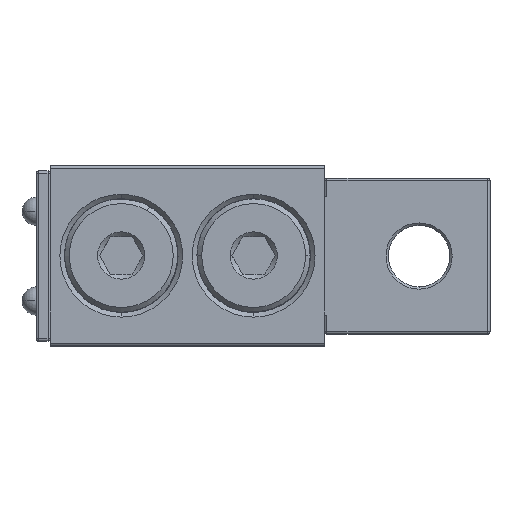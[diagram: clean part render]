
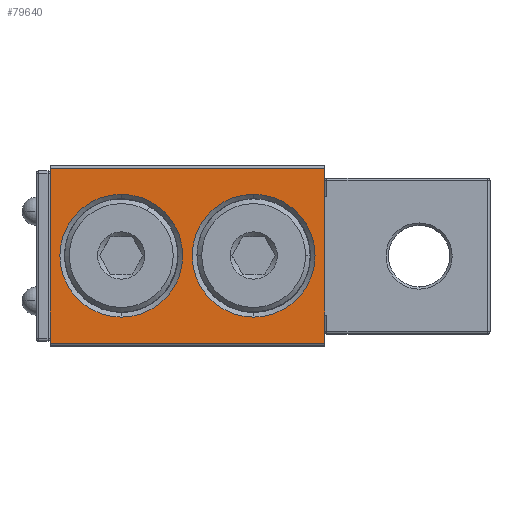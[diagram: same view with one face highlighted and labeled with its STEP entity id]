
A CAD part, top view. The second image highlights one B-rep face of the part: STEP entity #79640.
In plain terms, the highlighted planar face has unit normal (0, 0, 1).
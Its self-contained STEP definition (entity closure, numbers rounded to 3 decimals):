
#18580=CARTESIAN_POINT('',(-14.,-13.,35.));
#18590=VERTEX_POINT('',#18580);
#19680=CARTESIAN_POINT('',(-14.,13.,35.));
#19690=VERTEX_POINT('',#19680);
#19720=CARTESIAN_POINT('',(-14.,0.,35.));
#19730=DIRECTION('',(-0.,0.,-1.));
#19740=DIRECTION('',(0.,-1.,0.));
#19750=AXIS2_PLACEMENT_3D('',#19720,#19730,#19740);
#19760=CIRCLE('',#19750,13.);
#19770=EDGE_CURVE('',#19690,#18590,#19760,.T.);
#63070=CARTESIAN_POINT('',(-29.,18.5,35.));
#63080=VERTEX_POINT('',#63070);
#63110=CARTESIAN_POINT('',(-29.,18.5,35.));
#63120=DIRECTION('',(0.,-1.,0.));
#63130=VECTOR('',#63120,1.);
#63140=LINE('',#63110,#63130);
#63150=CARTESIAN_POINT('',(-29.,-18.5,35.));
#63160=VERTEX_POINT('',#63150);
#63170=EDGE_CURVE('',#63080,#63160,#63140,.T.);
#79010=CARTESIAN_POINT('',(29.,-18.5,35.));
#79020=DIRECTION('',(-1.,0.,0.));
#79030=VECTOR('',#79020,1.);
#79040=LINE('',#79010,#79030);
#79050=CARTESIAN_POINT('',(29.,-18.5,35.));
#79060=VERTEX_POINT('',#79050);
#79070=EDGE_CURVE('',#79060,#63160,#79040,.T.);
#79210=CARTESIAN_POINT('',(-41.,0.,35.));
#79220=DIRECTION('',(0.,0.,1.));
#79230=DIRECTION('',(1.,0.,0.));
#79240=AXIS2_PLACEMENT_3D('',#79210,#79220,#79230);
#79250=PLANE('',#79240);
#79260=CARTESIAN_POINT('',(-29.,18.5,35.));
#79270=DIRECTION('',(1.,0.,0.));
#79280=VECTOR('',#79270,1.);
#79290=LINE('',#79260,#79280);
#79300=CARTESIAN_POINT('',(29.,18.5,35.));
#79310=VERTEX_POINT('',#79300);
#79320=EDGE_CURVE('',#63080,#79310,#79290,.T.);
#79330=ORIENTED_EDGE('',*,*,#79320,.F.);
#79340=CARTESIAN_POINT('',(29.,18.5,35.));
#79350=DIRECTION('',(0.,-1.,0.));
#79360=VECTOR('',#79350,1.);
#79370=LINE('',#79340,#79360);
#79380=EDGE_CURVE('',#79310,#79060,#79370,.T.);
#79390=ORIENTED_EDGE('',*,*,#79380,.F.);
#79400=ORIENTED_EDGE('',*,*,#79070,.F.);
#79410=ORIENTED_EDGE('',*,*,#63170,.T.);
#79420=EDGE_LOOP('',(#79410,#79400,#79390,#79330));
#79430=FACE_OUTER_BOUND('',#79420,.T.);
#79440=EDGE_CURVE('',#18590,#19690,#19760,.T.);
#79450=ORIENTED_EDGE('',*,*,#79440,.T.);
#79460=ORIENTED_EDGE('',*,*,#19770,.T.);
#79470=EDGE_LOOP('',(#79460,#79450));
#79480=FACE_BOUND('',#79470,.T.);
#79490=CARTESIAN_POINT('',(14.,0.,35.));
#79500=DIRECTION('',(0.,-0.,-1.));
#79510=DIRECTION('',(0.,-1.,0.));
#79520=AXIS2_PLACEMENT_3D('',#79490,#79500,#79510);
#79530=CIRCLE('',#79520,13.);
#79540=CARTESIAN_POINT('',(14.,-13.,35.));
#79550=VERTEX_POINT('',#79540);
#79560=CARTESIAN_POINT('',(14.,13.,35.));
#79570=VERTEX_POINT('',#79560);
#79580=EDGE_CURVE('',#79550,#79570,#79530,.T.);
#79590=ORIENTED_EDGE('',*,*,#79580,.T.);
#79600=EDGE_CURVE('',#79570,#79550,#79530,.T.);
#79610=ORIENTED_EDGE('',*,*,#79600,.T.);
#79620=EDGE_LOOP('',(#79610,#79590));
#79630=FACE_BOUND('',#79620,.T.);
#79640=ADVANCED_FACE('',(#79430,#79480,#79630),#79250,.T.);
